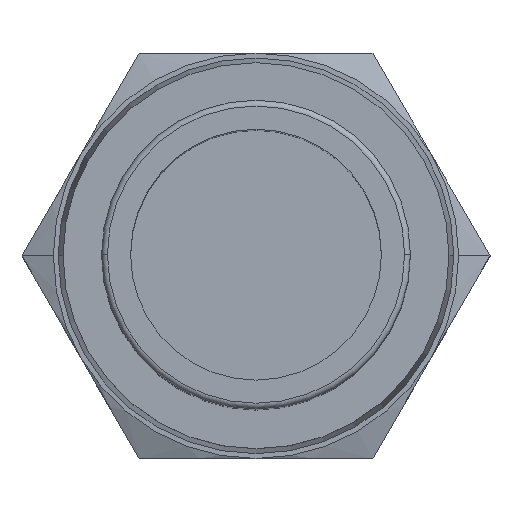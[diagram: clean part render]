
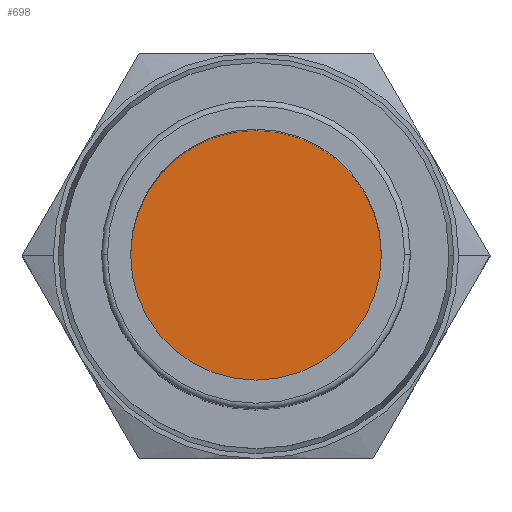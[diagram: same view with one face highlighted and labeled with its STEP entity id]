
A CAD part, top view. The second image highlights one B-rep face of the part: STEP entity #698.
In plain terms, the highlighted planar face has unit normal (0, 0, 1).
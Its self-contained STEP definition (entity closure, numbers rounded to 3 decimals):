
#265=CARTESIAN_POINT('',(6.5,0.0,-8.6));
#266=VERTEX_POINT('',#265);
#275=CARTESIAN_POINT('',(-6.5,0.,-8.6));
#276=VERTEX_POINT('',#275);
#277=CARTESIAN_POINT('',(0.,0.0,-8.6));
#278=DIRECTION('',(0.0,0.0,1.0));
#279=DIRECTION('',(1.0,0.0,0.0));
#280=AXIS2_PLACEMENT_3D('',#277,#278,#279);
#281=CIRCLE('',#280,6.5);
#282=EDGE_CURVE('',#276,#266,#281,.T.);
#683=CARTESIAN_POINT('',(-5.,0.,-8.6));
#684=DIRECTION('',(0.0,0.0,1.0));
#685=DIRECTION('',(1.0,0.0,0.0));
#686=AXIS2_PLACEMENT_3D('',#683,#684,#685);
#687=PLANE('',#686);
#688=CARTESIAN_POINT('',(0.,0.0,-8.6));
#689=DIRECTION('',(0.0,0.0,1.0));
#690=DIRECTION('',(1.0,0.0,0.0));
#691=AXIS2_PLACEMENT_3D('',#688,#689,#690);
#692=CIRCLE('',#691,6.5);
#693=EDGE_CURVE('',#266,#276,#692,.T.);
#694=ORIENTED_EDGE('',*,*,#693,.T.);
#695=ORIENTED_EDGE('',*,*,#282,.T.);
#696=EDGE_LOOP('',(#694,#695));
#697=FACE_OUTER_BOUND('',#696,.T.);
#698=ADVANCED_FACE('',(#697),#687,.T.);
